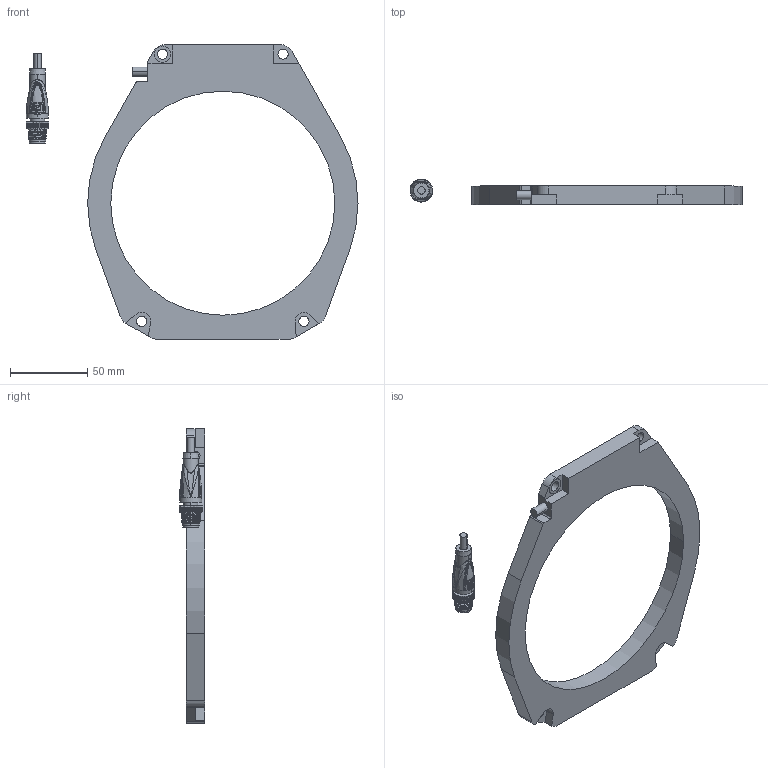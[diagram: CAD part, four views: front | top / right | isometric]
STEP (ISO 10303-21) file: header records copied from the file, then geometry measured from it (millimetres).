
FILE_DESCRIPTION((''),'2;1');
FILE_NAME('DM_CAD-2497_ASM','2017-01-30T',('creinig-se'),(''),'PRO/ENGINEER BY PARAMETRIC TECHNOLOGY CORPORATION, 2015440','PRO/ENGINEER BY PARAMETRIC TECHNOLOGY CORPORATION, 2015440','');
FILE_SCHEMA(('CONFIG_CONTROL_DESIGN'));
Length unit declared in the file: millimetre
Products named in the file (3): DM_CAD-2497; DM_CAD-0856_M12_4POL__SW0001; DM_CAD-2497_ASM
Assembly tree (2 placements, depth 2):
  DM_CAD-2497_ASM
    DM_CAD-2497
    DM_CAD-0856_M12_4POL__SW0001
Bounding box: 214.9 x 16.4 x 190.5 mm (x, y, z)
Volume: 130475.2 mm3; surface area: 39994.6 mm2
Topology: 2 solids, 2 shells, 591 faces, 1475 edges, 955 vertices
Faces by surface type: plane 292, cylinder 159, bspline 105, cone 15, torus 12, sphere 8
Entity records: 31036 total; most frequent: CARTESIAN_POINT 12690, ORIENTED_EDGE 2868, DIRECTION 2793, EDGE_CURVE 1434, AXIS2_PLACEMENT_3D 1066, VERTEX_POINT 873, PRESENTATION_STYLE_ASSIGNMENT 802, STYLED_ITEM 793
